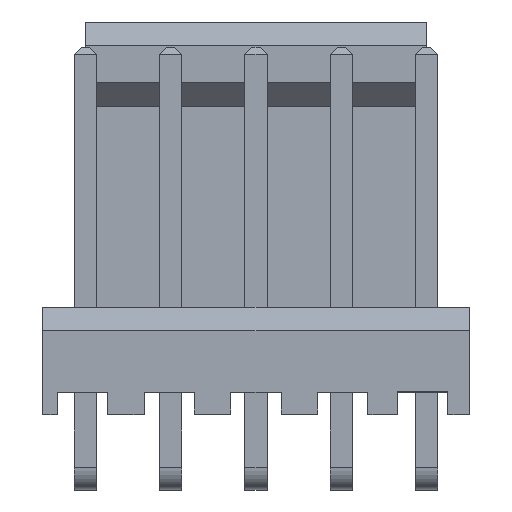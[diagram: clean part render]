
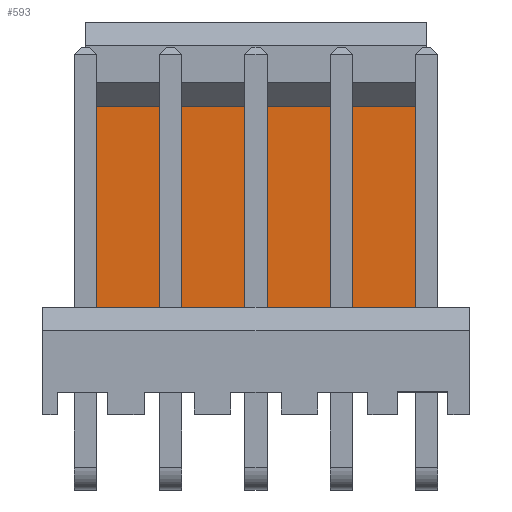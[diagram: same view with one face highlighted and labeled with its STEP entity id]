
A CAD part, top view. The second image highlights one B-rep face of the part: STEP entity #593.
In plain terms, the highlighted planar face has unit normal (0, 0, 1).
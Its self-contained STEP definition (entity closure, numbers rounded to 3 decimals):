
#40 = VERTEX_POINT('',#41);
#41 = CARTESIAN_POINT('',(5.08,5.09,1.04));
#47 = EDGE_CURVE('',#40,#48,#50,.T.);
#48 = VERTEX_POINT('',#49);
#49 = CARTESIAN_POINT('',(-5.08,5.09,1.04));
#50 = LINE('',#51,#52);
#51 = CARTESIAN_POINT('',(5.08,5.09,1.04));
#52 = VECTOR('',#53,1.);
#53 = DIRECTION('',(-1.,0.,0.));
#575 = VERTEX_POINT('',#576);
#576 = CARTESIAN_POINT('',(5.08,11.09,1.04));
#582 = EDGE_CURVE('',#40,#575,#583,.T.);
#583 = LINE('',#584,#585);
#584 = CARTESIAN_POINT('',(5.08,5.09,1.04));
#585 = VECTOR('',#586,1.);
#586 = DIRECTION('',(0.,1.,0.));
#593 = ADVANCED_FACE('',(#594),#620,.T.);
#594 = FACE_BOUND('',#595,.T.);
#595 = EDGE_LOOP('',(#596,#597,#598,#606,#614));
#596 = ORIENTED_EDGE('',*,*,#47,.F.);
#597 = ORIENTED_EDGE('',*,*,#582,.T.);
#598 = ORIENTED_EDGE('',*,*,#599,.F.);
#599 = EDGE_CURVE('',#600,#575,#602,.T.);
#600 = VERTEX_POINT('',#601);
#601 = CARTESIAN_POINT('',(0.,11.09,1.04));
#602 = LINE('',#603,#604);
#603 = CARTESIAN_POINT('',(0.,11.09,1.04));
#604 = VECTOR('',#605,1.);
#605 = DIRECTION('',(1.,0.,0.));
#606 = ORIENTED_EDGE('',*,*,#607,.F.);
#607 = EDGE_CURVE('',#608,#600,#610,.T.);
#608 = VERTEX_POINT('',#609);
#609 = CARTESIAN_POINT('',(-5.08,11.09,1.04));
#610 = LINE('',#611,#612);
#611 = CARTESIAN_POINT('',(-5.08,11.09,1.04));
#612 = VECTOR('',#613,1.);
#613 = DIRECTION('',(1.,0.,0.));
#614 = ORIENTED_EDGE('',*,*,#615,.F.);
#615 = EDGE_CURVE('',#48,#608,#616,.T.);
#616 = LINE('',#617,#618);
#617 = CARTESIAN_POINT('',(-5.08,5.09,1.04));
#618 = VECTOR('',#619,1.);
#619 = DIRECTION('',(0.,1.,0.));
#620 = PLANE('',#621);
#621 = AXIS2_PLACEMENT_3D('',#622,#623,#624);
#622 = CARTESIAN_POINT('',(5.08,5.09,1.04));
#623 = DIRECTION('',(0.,0.,1.));
#624 = DIRECTION('',(-1.,0.,0.));
